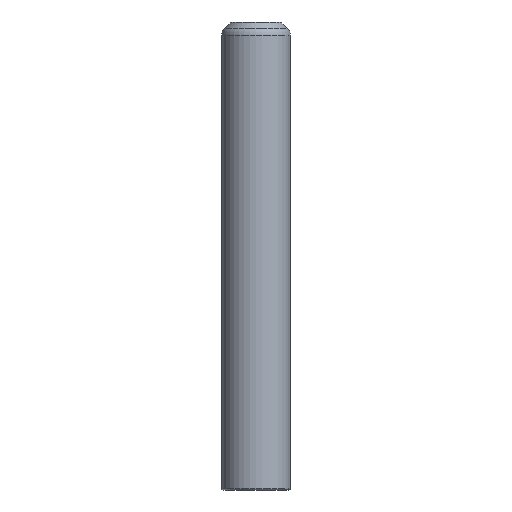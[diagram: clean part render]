
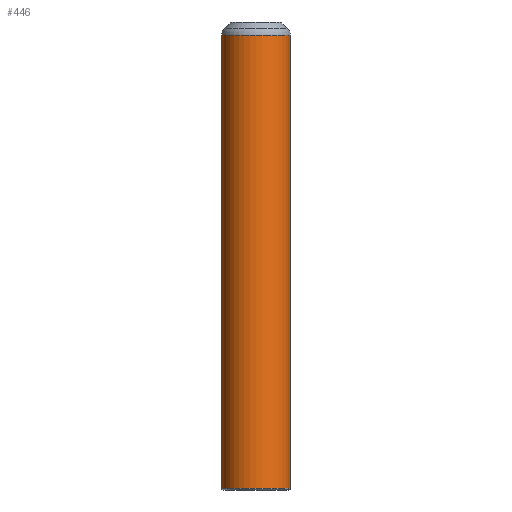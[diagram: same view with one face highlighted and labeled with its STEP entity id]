
A CAD part, front view. The second image highlights one B-rep face of the part: STEP entity #446.
In plain terms, the highlighted cylindrical face has radius 11 mm (diameter 22 mm), a partial arc.
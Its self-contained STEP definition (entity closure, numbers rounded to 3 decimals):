
#107=CARTESIAN_POINT('',(0.,0.,145.757));
#108=DIRECTION('',(0.,0.,-1.));
#109=DIRECTION('',(1.,0.,0.));
#110=AXIS2_PLACEMENT_3D('',#107,#108,#109);
#112=CARTESIAN_POINT('',(0.,0.,0.5));
#113=DIRECTION('',(0.,0.,-1.));
#114=DIRECTION('',(1.,0.,0.));
#115=AXIS2_PLACEMENT_3D('',#112,#113,#114);
#117=DIRECTION('',(0.,0.,1.));
#118=VECTOR('',#117,145.257);
#119=CARTESIAN_POINT('',(-11.,0.,0.5));
#120=LINE('',#119,#118);
#131=DIRECTION('',(0.,0.,1.));
#132=VECTOR('',#131,145.257);
#133=CARTESIAN_POINT('',(11.,0.,0.5));
#134=LINE('',#133,#132);
#241=CARTESIAN_POINT('',(11.,0.,145.757));
#242=CARTESIAN_POINT('',(-11.,0.,145.757));
#243=VERTEX_POINT('',#241);
#244=VERTEX_POINT('',#242);
#249=CARTESIAN_POINT('',(11.,0.,0.5));
#250=VERTEX_POINT('',#249);
#251=CARTESIAN_POINT('',(-11.,0.,0.5));
#252=VERTEX_POINT('',#251);
#432=CARTESIAN_POINT('',(0.,0.,0.));
#433=DIRECTION('',(0.,0.,1.));
#434=DIRECTION('',(1.,0.,0.));
#435=AXIS2_PLACEMENT_3D('',#432,#433,#434);
#436=CYLINDRICAL_SURFACE('',#435,11.);
#437=ORIENTED_EDGE('',*,*,#422,.F.);
#439=ORIENTED_EDGE('',*,*,#438,.F.);
#441=ORIENTED_EDGE('',*,*,#440,.T.);
#443=ORIENTED_EDGE('',*,*,#442,.T.);
#444=EDGE_LOOP('',(#437,#439,#441,#443));
#445=FACE_OUTER_BOUND('',#444,.F.);
#446=ADVANCED_FACE('',(#445),#436,.T.);
#111=CIRCLE('',#110,11.);
#116=CIRCLE('',#115,11.);
#422=EDGE_CURVE('',#243,#244,#111,.T.);
#438=EDGE_CURVE('',#250,#243,#134,.T.);
#440=EDGE_CURVE('',#250,#252,#116,.T.);
#442=EDGE_CURVE('',#252,#244,#120,.T.);
